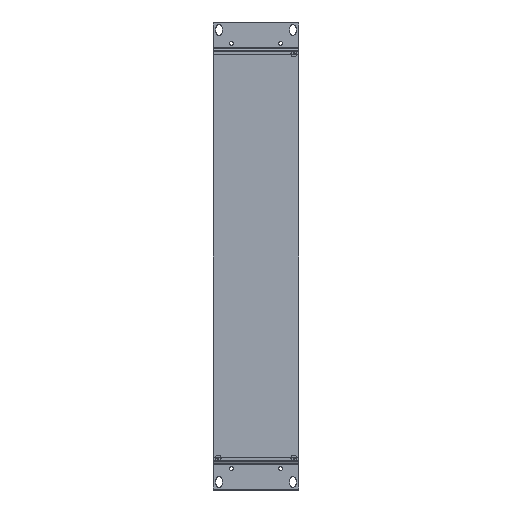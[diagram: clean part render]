
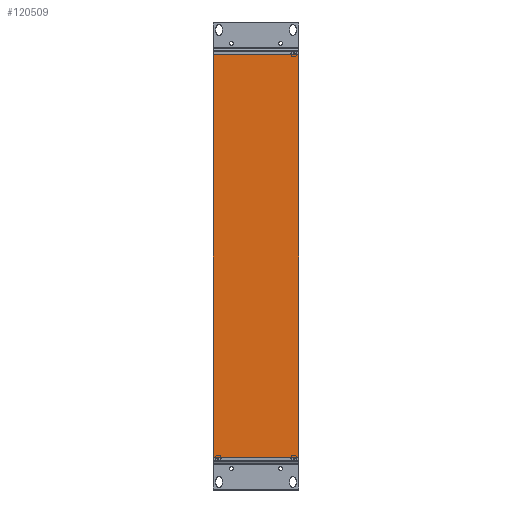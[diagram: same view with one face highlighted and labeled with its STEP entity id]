
A CAD part, left-side view. The second image highlights one B-rep face of the part: STEP entity #120509.
In plain terms, the highlighted planar face has unit normal (-1, 0, 0).
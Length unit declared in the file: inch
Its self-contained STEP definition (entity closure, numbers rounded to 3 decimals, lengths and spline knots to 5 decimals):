
#1164 = CARTESIAN_POINT ( 'NONE',  ( 0., 1.735, 0. ) ) ;
#3025 = CARTESIAN_POINT ( 'NONE',  ( 0., -1.735, 8.1752 ) ) ;
#5363 = LINE ( 'NONE', #66685, #50529 ) ;
#7717 = DIRECTION ( 'NONE',  ( 0., -1., 0. ) ) ;
#19546 = CARTESIAN_POINT ( 'NONE',  ( 0., 1.735, 8.1752 ) ) ;
#22109 = EDGE_CURVE ( 'NONE', #125086, #112798, #70009, .T. ) ;
#26450 = CARTESIAN_POINT ( 'NONE',  ( 0., 1.735, -8.1752 ) ) ;
#26963 = VECTOR ( 'NONE', #124409, 39.37008 ) ;
#27297 = ORIENTED_EDGE ( 'NONE', *, *, #22109, .T. ) ;
#29235 = CARTESIAN_POINT ( 'NONE',  ( 0., 1.735, 8.1752 ) ) ;
#30041 = DIRECTION ( 'NONE',  ( 0., 0., -1. ) ) ;
#31860 = CARTESIAN_POINT ( 'NONE',  ( 0., 1.735, 0. ) ) ;
#34873 = CARTESIAN_POINT ( 'NONE',  ( 0., -1.735, -8.1752 ) ) ;
#48316 = VECTOR ( 'NONE', #104981, 39.37008 ) ;
#49651 = CARTESIAN_POINT ( 'NONE',  ( 0., 1.735, -8.1752 ) ) ;
#50529 = VECTOR ( 'NONE', #108759, 39.37008 ) ;
#54065 = EDGE_CURVE ( 'NONE', #129516, #125086, #5363, .T. ) ;
#60715 = LINE ( 'NONE', #49651, #134905 ) ;
#66685 = CARTESIAN_POINT ( 'NONE',  ( 0., -1.735, 0. ) ) ;
#68005 = EDGE_CURVE ( 'NONE', #98371, #129516, #60715, .T. ) ;
#70009 = LINE ( 'NONE', #19546, #26963 ) ;
#75313 = ORIENTED_EDGE ( 'NONE', *, *, #130637, .T. ) ;
#81791 = FACE_OUTER_BOUND ( 'NONE', #134542, .T. ) ;
#83130 = ORIENTED_EDGE ( 'NONE', *, *, #68005, .T. ) ;
#98371 = VERTEX_POINT ( 'NONE', #26450 ) ;
#98843 = AXIS2_PLACEMENT_3D ( 'NONE', #1164, #135421, #30041 ) ;
#102941 = LINE ( 'NONE', #31860, #48316 ) ;
#104981 = DIRECTION ( 'NONE',  ( 0., 0., -1. ) ) ;
#108759 = DIRECTION ( 'NONE',  ( 0., 0., 1. ) ) ;
#112798 = VERTEX_POINT ( 'NONE', #29235 ) ;
#120509 = ADVANCED_FACE ( 'NONE', ( #81791 ), #122517, .T. ) ;
#122517 = PLANE ( 'NONE',  #98843 ) ;
#124409 = DIRECTION ( 'NONE',  ( 0., 1., 0. ) ) ;
#125086 = VERTEX_POINT ( 'NONE', #3025 ) ;
#125844 = ORIENTED_EDGE ( 'NONE', *, *, #54065, .T. ) ;
#129516 = VERTEX_POINT ( 'NONE', #34873 ) ;
#130637 = EDGE_CURVE ( 'NONE', #112798, #98371, #102941, .T. ) ;
#134542 = EDGE_LOOP ( 'NONE', ( #83130, #125844, #27297, #75313 ) ) ;
#134905 = VECTOR ( 'NONE', #7717, 39.37008 ) ;
#135421 = DIRECTION ( 'NONE',  ( -1., 0., 0. ) ) ;
